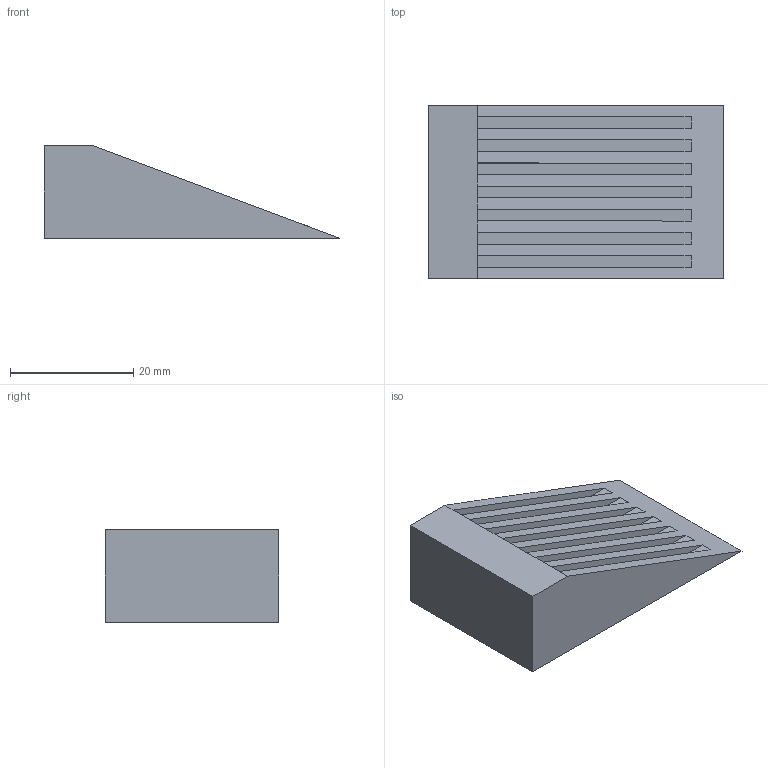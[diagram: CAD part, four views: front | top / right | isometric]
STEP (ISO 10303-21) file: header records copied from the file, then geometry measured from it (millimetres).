
FILE_DESCRIPTION(/* description */ (''),/* implementation_level */ '2;1');
FILE_NAME(/* name */ 'e1023088-1aaa-47f2-9cca-b81fb82fe9d7.stp',/* time_stamp */ '2017-08-23T20:48:32+02:00',/* author */ (''),/* organization */ (''),/* preprocessor_version */ 'ST-DEVELOPER v16.13',/* originating_system */ 'Autodesk Translation Framework v6.1.1.50',/* authorisation */ '');
FILE_SCHEMA (('AUTOMOTIVE_DESIGN { 1 0 10303 214 3 1 1 }'));
Length unit declared in the file: millimetre
Products named in the file (1): hodor v1
Bounding box: 48 x 28.2 x 15 mm (x, y, z)
Volume: 8878.6 mm3; surface area: 7341.6 mm2
Topology: 1 solids, 1 shells, 34 faces, 82 edges, 50 vertices
Faces by surface type: plane 34
Entity records: 976 total; most frequent: CARTESIAN_POINT 167, ORIENTED_EDGE 164, DIRECTION 152, LINE 82, VECTOR 82, EDGE_CURVE 82, VERTEX_POINT 50, AXIS2_PLACEMENT_3D 35
